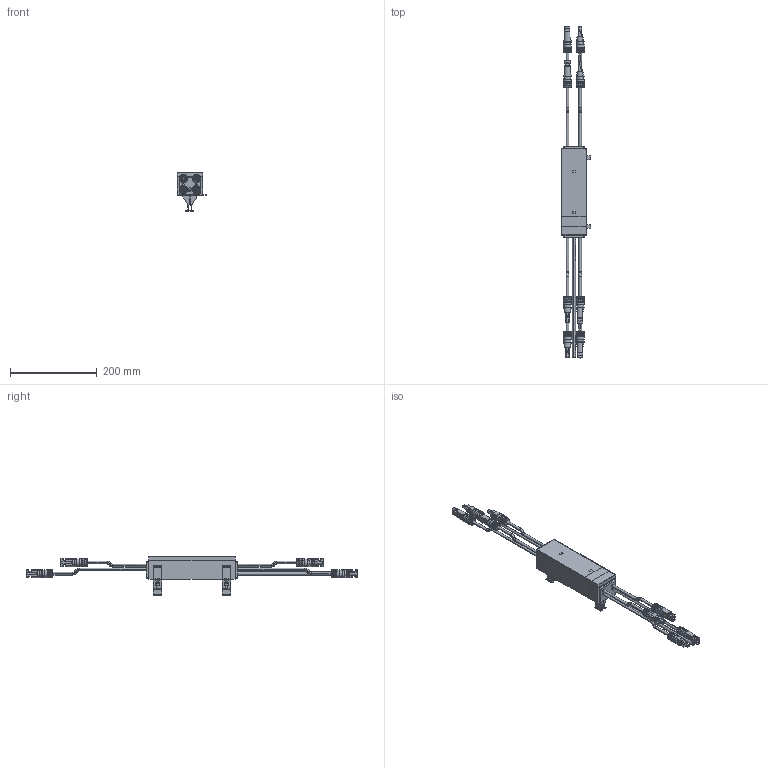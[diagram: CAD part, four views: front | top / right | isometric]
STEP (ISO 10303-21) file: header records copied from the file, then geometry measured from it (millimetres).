
FILE_DESCRIPTION(('CATIA V5 STEP Exchange','CAx-IF Rec.Pracs.--- Model Styling and Organization---1.5--- 2016-08-15','CAx-IF Rec.Pracs.---Supplemental Geometry---1.0---2011-11-01','CAx-IF Rec.Pracs.--- Composite Materials ---1.1---2010-07-15'),'2;1');
FILE_NAME ('D1643222_0', '2025-01-28T12:39:01+00:00', ('none'), ('Weidmueller'), 'CATIA Version 5-6 Release 2022 SP4 HF5', 'CATIA V5 STEP AP214 v3', 'none');
FILE_SCHEMA(('AUTOMOTIVE_DESIGN { 1 0 10303 214 1 1 1 1 }'));
Length unit declared in the file: millimetre
Products named in the file (1): S3D_PVI_DC_1I_1O_2MPP_SPD1_MC4_10
Bounding box: 69 x 764 x 89 mm (x, y, z)
Volume: 785832 mm3; surface area: 146137.6 mm2
Topology: 5 solids, 5 shells, 1410 faces, 3816 edges, 2488 vertices
Faces by surface type: plane 920, cylinder 301, cone 124, torus 48, extrusion 9, revolution 8
Entity records: 44272 total; most frequent: CARTESIAN_POINT 10668, ORIENTED_EDGE 7632, DIRECTION 4937, EDGE_CURVE 3816, VERTEX_POINT 2488, VECTOR 2122, LINE 2113, AXIS2_PLACEMENT_3D 1887
